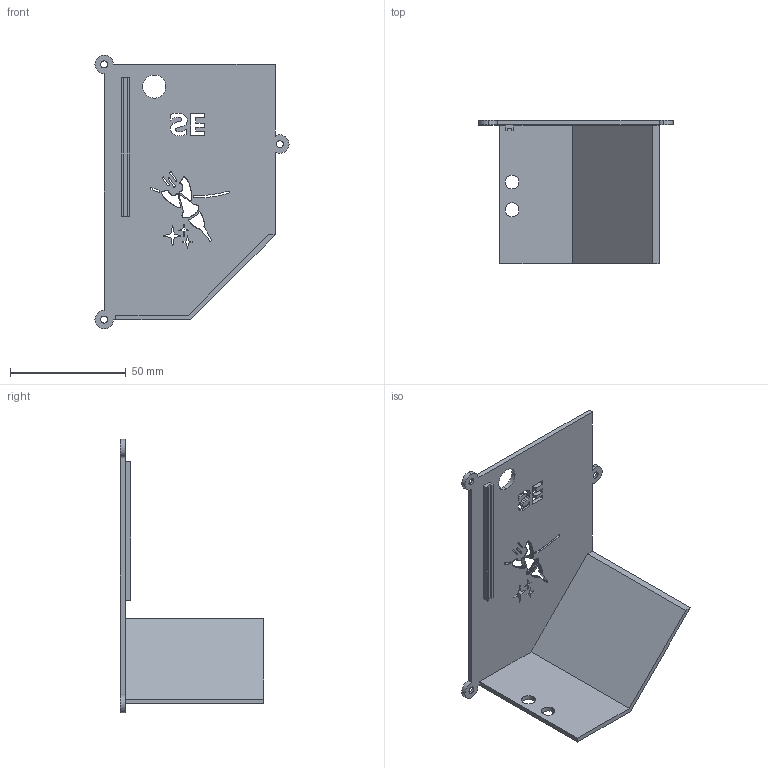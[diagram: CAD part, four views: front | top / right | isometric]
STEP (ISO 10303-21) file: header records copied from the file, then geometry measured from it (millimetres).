
FILE_DESCRIPTION (( 'STEP AP214' ), '1' );
FILE_NAME ('boitier-top.STEP', '2015-07-06T07:27:04', ( '' ), ( '' ), 'SwSTEP 2.0', 'SolidWorks 2013', '' );
FILE_SCHEMA (( 'AUTOMOTIVE_DESIGN' ));
Length unit declared in the file: millimetre
Products named in the file (1): boitier-top
Bounding box: 84 x 62 x 118.5 mm (x, y, z)
Volume: 24034.2 mm3; surface area: 26895.1 mm2
Topology: 1 solids, 1 shells, 1311 faces, 3908 edges, 2605 vertices
Faces by surface type: plane 1287, cylinder 24
Entity records: 43236 total; most frequent: CARTESIAN_POINT 7825, ORIENTED_EDGE 7816, DIRECTION 6580, EDGE_CURVE 3908, LINE 3860, VECTOR 3860, VERTEX_POINT 2605, AXIS2_PLACEMENT_3D 1360
